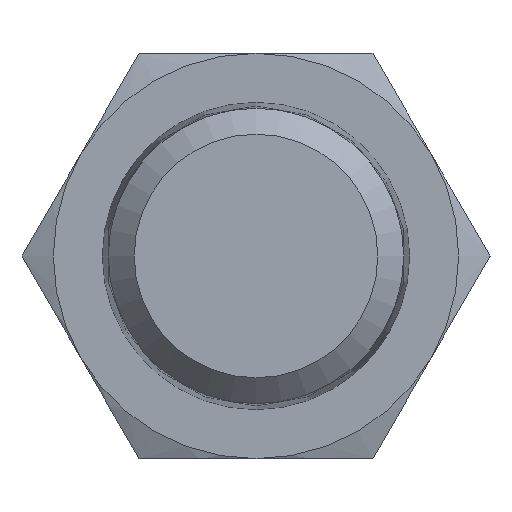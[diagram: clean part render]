
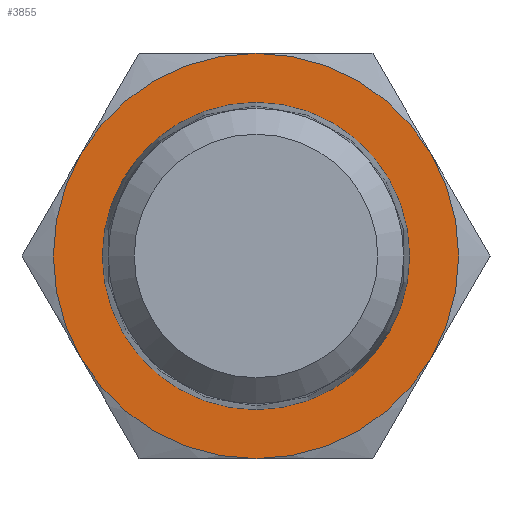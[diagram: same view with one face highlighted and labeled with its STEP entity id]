
A CAD part, left-side view. The second image highlights one B-rep face of the part: STEP entity #3855.
In plain terms, the highlighted planar face has unit normal (-1, 0, 0).
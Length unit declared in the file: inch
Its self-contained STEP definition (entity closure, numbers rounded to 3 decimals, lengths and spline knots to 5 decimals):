
#2944=CARTESIAN_POINT('',(-2.25,0.,0.5625));
#2945=VERTEX_POINT('',#2944);
#3182=CARTESIAN_POINT('',(-2.25,0.,0.4265));
#3183=VERTEX_POINT('',#3182);
#3184=CARTESIAN_POINT('',(-2.25,0.,0.));
#3185=DIRECTION('',(-1.0,0.0,0.0));
#3186=DIRECTION('',(0.0,0.0,-1.0));
#3187=AXIS2_PLACEMENT_3D('',#3184,#3185,#3186);
#3188=CIRCLE('',#3187,0.4265);
#3189=EDGE_CURVE('',#3183,#3183,#3188,.T.);
#3489=CARTESIAN_POINT('',(-2.25,0.48714,0.28125));
#3490=VERTEX_POINT('',#3489);
#3504=CARTESIAN_POINT('',(-2.25,0.0,0.0));
#3505=DIRECTION('',(-1.0,0.0,0.0));
#3506=DIRECTION('',(0.0,1.0,0.0));
#3507=AXIS2_PLACEMENT_3D('',#3504,#3505,#3506);
#3508=CIRCLE('',#3507,0.5625);
#3509=EDGE_CURVE('',#2945,#3490,#3508,.T.);
#3519=CARTESIAN_POINT('',(-2.25,-0.48714,0.28125));
#3520=VERTEX_POINT('',#3519);
#3535=CARTESIAN_POINT('',(-2.25,0.0,0.0));
#3536=DIRECTION('',(-1.0,0.0,0.0));
#3537=DIRECTION('',(0.0,1.0,0.0));
#3538=AXIS2_PLACEMENT_3D('',#3535,#3536,#3537);
#3539=CIRCLE('',#3538,0.5625);
#3540=EDGE_CURVE('',#3520,#2945,#3539,.T.);
#3552=CARTESIAN_POINT('',(-2.25,-0.48714,-0.28125));
#3553=VERTEX_POINT('',#3552);
#3580=CARTESIAN_POINT('',(-2.25,0.0,0.0));
#3581=DIRECTION('',(-1.0,0.0,0.0));
#3582=DIRECTION('',(0.0,1.0,0.0));
#3583=AXIS2_PLACEMENT_3D('',#3580,#3581,#3582);
#3584=CIRCLE('',#3583,0.5625);
#3585=EDGE_CURVE('',#3553,#3520,#3584,.T.);
#3610=CARTESIAN_POINT('',(-2.25,0.,-0.5625));
#3611=VERTEX_POINT('',#3610);
#3612=CARTESIAN_POINT('',(-2.25,0.0,0.0));
#3613=DIRECTION('',(-1.0,0.0,0.0));
#3614=DIRECTION('',(0.0,1.0,0.0));
#3615=AXIS2_PLACEMENT_3D('',#3612,#3613,#3614);
#3616=CIRCLE('',#3615,0.5625);
#3617=EDGE_CURVE('',#3611,#3553,#3616,.T.);
#3655=CARTESIAN_POINT('',(-2.25,0.48714,-0.28125));
#3656=VERTEX_POINT('',#3655);
#3657=CARTESIAN_POINT('',(-2.25,0.0,0.0));
#3658=DIRECTION('',(-1.0,0.0,0.0));
#3659=DIRECTION('',(0.0,1.0,0.0));
#3660=AXIS2_PLACEMENT_3D('',#3657,#3658,#3659);
#3661=CIRCLE('',#3660,0.5625);
#3662=EDGE_CURVE('',#3656,#3611,#3661,.T.);
#3700=CARTESIAN_POINT('',(-2.25,0.0,0.0));
#3701=DIRECTION('',(-1.0,0.0,0.0));
#3702=DIRECTION('',(0.0,1.0,0.0));
#3703=AXIS2_PLACEMENT_3D('',#3700,#3701,#3702);
#3704=CIRCLE('',#3703,0.5625);
#3705=EDGE_CURVE('',#3490,#3656,#3704,.T.);
#3839=CARTESIAN_POINT('',(-2.25,0.,0.));
#3840=DIRECTION('',(1.0,0.0,0.0));
#3841=DIRECTION('',(0.0,0.0,-1.0));
#3842=AXIS2_PLACEMENT_3D('',#3839,#3840,#3841);
#3843=PLANE('',#3842);
#3844=ORIENTED_EDGE('',*,*,#3705,.T.);
#3845=ORIENTED_EDGE('',*,*,#3662,.T.);
#3846=ORIENTED_EDGE('',*,*,#3617,.T.);
#3847=ORIENTED_EDGE('',*,*,#3585,.T.);
#3848=ORIENTED_EDGE('',*,*,#3540,.T.);
#3849=ORIENTED_EDGE('',*,*,#3509,.T.);
#3850=EDGE_LOOP('',(#3844,#3845,#3846,#3847,#3848,#3849));
#3851=FACE_OUTER_BOUND('',#3850,.T.);
#3852=ORIENTED_EDGE('',*,*,#3189,.F.);
#3853=EDGE_LOOP('',(#3852));
#3854=FACE_BOUND('',#3853,.T.);
#3855=ADVANCED_FACE('',(#3851,#3854),#3843,.F.);
